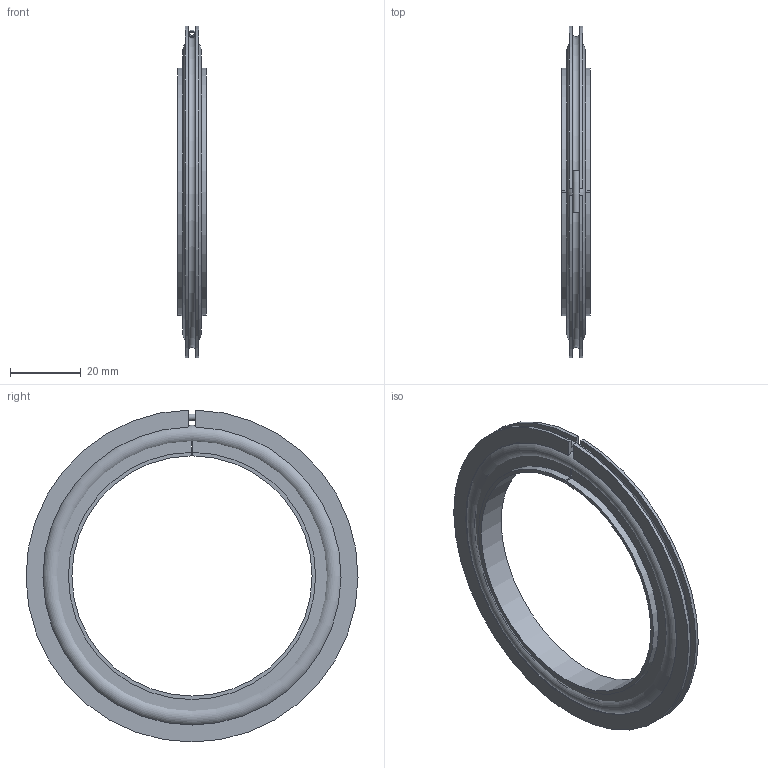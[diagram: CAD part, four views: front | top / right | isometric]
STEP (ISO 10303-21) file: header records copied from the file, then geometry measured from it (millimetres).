
FILE_DESCRIPTION (( 'STEP AP214' ), '1' );
FILE_NAME ('AA1ISO63.STEP', '2025-11-18T12:30:30', ( '' ), ( '' ), 'SwSTEP 2.0', 'SolidWorks 2017', '' );
FILE_SCHEMA (( 'AUTOMOTIVE_DESIGN' ));
Length unit declared in the file: millimetre
Products named in the file (1): AA1ISO63
Bounding box: 8 x 93.99 x 93.99 mm (x, y, z)
Volume: 13861 mm3; surface area: 16614.6 mm2
Topology: 4 solids, 4 shells, 29 faces, 68 edges, 45 vertices
Faces by surface type: plane 14, torus 8, cylinder 7
Entity records: 1036 total; most frequent: CARTESIAN_POINT 260, DIRECTION 138, ORIENTED_EDGE 128, EDGE_CURVE 64, AXIS2_PLACEMENT_3D 54, VERTEX_POINT 44, EDGE_LOOP 32, FACE_OUTER_BOUND 30
